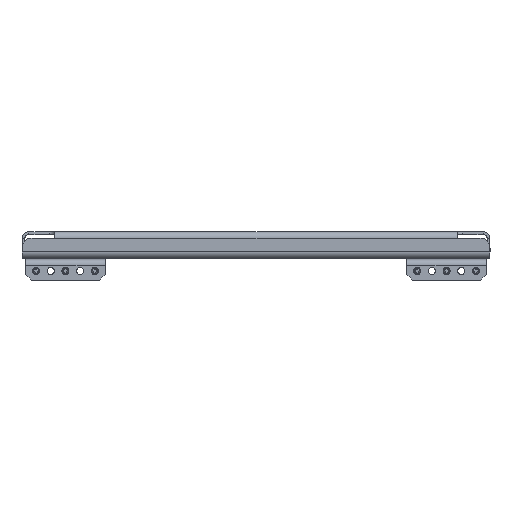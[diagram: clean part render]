
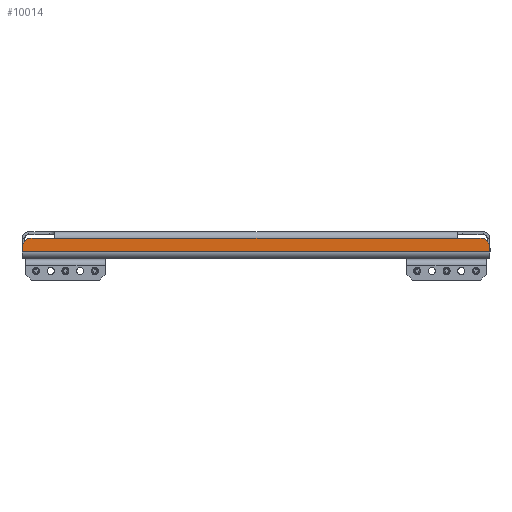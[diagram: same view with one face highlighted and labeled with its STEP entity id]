
A CAD part, left-side view. The second image highlights one B-rep face of the part: STEP entity #10014.
In plain terms, the highlighted planar face has unit normal (-1, 0, 0).
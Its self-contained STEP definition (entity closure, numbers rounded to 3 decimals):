
#43 = ORIENTED_EDGE ( 'NONE', *, *, #10427, .T. ) ;
#130 = CARTESIAN_POINT ( 'NONE',  ( -149.5, 171.5, -3.3 ) ) ;
#134 = EDGE_LOOP ( 'NONE', ( #43, #814, #6147, #13110, #6766, #6165, #3729, #9743 ) ) ;
#219 = VERTEX_POINT ( 'NONE', #8560 ) ;
#500 = CARTESIAN_POINT ( 'NONE',  ( -149.5, 194.5, -3.3 ) ) ;
#512 = CARTESIAN_POINT ( 'NONE',  ( -149.5, -171.5, -3.3 ) ) ;
#814 = ORIENTED_EDGE ( 'NONE', *, *, #1843, .T. ) ;
#1265 = CARTESIAN_POINT ( 'NONE',  ( -149.5, -199.5, -3.3 ) ) ;
#1581 = CARTESIAN_POINT ( 'NONE',  ( -149.5, 171.5, -3.3 ) ) ;
#1843 = EDGE_CURVE ( 'NONE', #219, #7055, #2042, .T. ) ;
#1867 = VECTOR ( 'NONE', #10550, 1000. ) ;
#2042 = LINE ( 'NONE', #4709, #6862 ) ;
#2284 = CARTESIAN_POINT ( 'NONE',  ( -149.5, 0., 0. ) ) ;
#2804 = CARTESIAN_POINT ( 'NONE',  ( -149.5, 199.5, -14.7 ) ) ;
#2838 = EDGE_CURVE ( 'NONE', #8193, #11574, #4582, .T. ) ;
#2870 = FACE_OUTER_BOUND ( 'NONE', #134, .T. ) ;
#3123 = VECTOR ( 'NONE', #4252, 1000. ) ;
#3445 = LINE ( 'NONE', #4398, #3123 ) ;
#3508 = EDGE_CURVE ( 'NONE', #5759, #7055, #10663, .T. ) ;
#3729 = ORIENTED_EDGE ( 'NONE', *, *, #9454, .T. ) ;
#3978 = DIRECTION ( 'NONE',  ( 0., 1., 0. ) ) ;
#4213 = VECTOR ( 'NONE', #9448, 1000. ) ;
#4252 = DIRECTION ( 'NONE',  ( 0., 0.707, -0.707 ) ) ;
#4314 = PLANE ( 'NONE',  #5096 ) ;
#4398 = CARTESIAN_POINT ( 'NONE',  ( -149.5, 194.5, -3.3 ) ) ;
#4582 = LINE ( 'NONE', #9564, #1867 ) ;
#4709 = CARTESIAN_POINT ( 'NONE',  ( -149.5, -199.5, -8.3 ) ) ;
#4742 = EDGE_CURVE ( 'NONE', #5759, #11574, #8584, .T. ) ;
#4859 = EDGE_CURVE ( 'NONE', #8193, #12421, #3445, .T. ) ;
#5096 = AXIS2_PLACEMENT_3D ( 'NONE', #2284, #9437, #11503 ) ;
#5288 = LINE ( 'NONE', #9633, #9769 ) ;
#5759 = VERTEX_POINT ( 'NONE', #512 ) ;
#5764 = DIRECTION ( 'NONE',  ( 0., -1., 0. ) ) ;
#5892 = CARTESIAN_POINT ( 'NONE',  ( -149.5, -194.5, -3.3 ) ) ;
#5912 = VERTEX_POINT ( 'NONE', #10986 ) ;
#6147 = ORIENTED_EDGE ( 'NONE', *, *, #3508, .F. ) ;
#6165 = ORIENTED_EDGE ( 'NONE', *, *, #4859, .T. ) ;
#6234 = CARTESIAN_POINT ( 'NONE',  ( -149.5, 199.5, -14.7 ) ) ;
#6766 = ORIENTED_EDGE ( 'NONE', *, *, #2838, .F. ) ;
#6862 = VECTOR ( 'NONE', #9859, 1000. ) ;
#7025 = VECTOR ( 'NONE', #7294, 1000. ) ;
#7040 = EDGE_CURVE ( 'NONE', #12535, #5912, #11895, .T. ) ;
#7055 = VERTEX_POINT ( 'NONE', #5892 ) ;
#7294 = DIRECTION ( 'NONE',  ( 0., 0., 1. ) ) ;
#8193 = VERTEX_POINT ( 'NONE', #500 ) ;
#8262 = VECTOR ( 'NONE', #3978, 1000. ) ;
#8560 = CARTESIAN_POINT ( 'NONE',  ( -149.5, -199.5, -8.3 ) ) ;
#8584 = LINE ( 'NONE', #130, #8262 ) ;
#9437 = DIRECTION ( 'NONE',  ( 1., 0., 0. ) ) ;
#9448 = DIRECTION ( 'NONE',  ( 0., -1., 0. ) ) ;
#9454 = EDGE_CURVE ( 'NONE', #12421, #12535, #5288, .T. ) ;
#9482 = VECTOR ( 'NONE', #5764, 1000. ) ;
#9564 = CARTESIAN_POINT ( 'NONE',  ( -149.5, -199.5, -3.3 ) ) ;
#9633 = CARTESIAN_POINT ( 'NONE',  ( -149.5, 199.5, 0. ) ) ;
#9743 = ORIENTED_EDGE ( 'NONE', *, *, #7040, .T. ) ;
#9769 = VECTOR ( 'NONE', #10628, 1000. ) ;
#9859 = DIRECTION ( 'NONE',  ( 0., 0.707, 0.707 ) ) ;
#10014 = ADVANCED_FACE ( 'NONE', ( #2870 ), #4314, .F. ) ;
#10427 = EDGE_CURVE ( 'NONE', #5912, #219, #11031, .T. ) ;
#10550 = DIRECTION ( 'NONE',  ( 0., -1., 0. ) ) ;
#10628 = DIRECTION ( 'NONE',  ( 0., 0., -1. ) ) ;
#10663 = LINE ( 'NONE', #1265, #4213 ) ;
#10986 = CARTESIAN_POINT ( 'NONE',  ( -149.5, -199.5, -14.7 ) ) ;
#11031 = LINE ( 'NONE', #11373, #7025 ) ;
#11373 = CARTESIAN_POINT ( 'NONE',  ( -149.5, -199.5, 0. ) ) ;
#11503 = DIRECTION ( 'NONE',  ( 0., 0., -1. ) ) ;
#11574 = VERTEX_POINT ( 'NONE', #1581 ) ;
#11895 = LINE ( 'NONE', #2804, #9482 ) ;
#11980 = CARTESIAN_POINT ( 'NONE',  ( -149.5, 199.5, -8.3 ) ) ;
#12421 = VERTEX_POINT ( 'NONE', #11980 ) ;
#12535 = VERTEX_POINT ( 'NONE', #6234 ) ;
#13110 = ORIENTED_EDGE ( 'NONE', *, *, #4742, .T. ) ;
